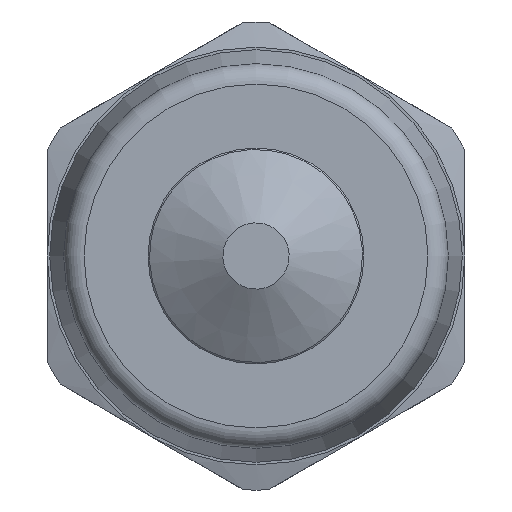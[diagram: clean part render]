
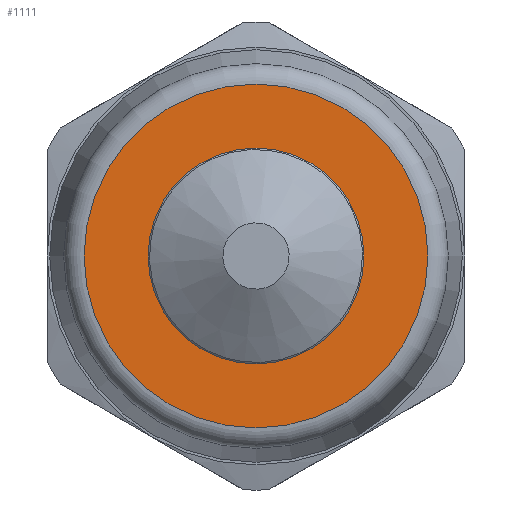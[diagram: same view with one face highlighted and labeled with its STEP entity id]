
A CAD part, left-side view. The second image highlights one B-rep face of the part: STEP entity #1111.
In plain terms, the highlighted planar face has unit normal (-1, 0, 0).
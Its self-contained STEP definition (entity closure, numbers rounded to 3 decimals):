
#1080=CARTESIAN_POINT('',(0.,-16.875,0.));
#1081=VERTEX_POINT('',#1080);
#1082=CARTESIAN_POINT('',(0.,0.0,0.0));
#1083=DIRECTION('',(1.0,0.0,0.0));
#1084=DIRECTION('',(0.0,1.0,0.0));
#1085=AXIS2_PLACEMENT_3D('',#1082,#1083,#1084);
#1086=CIRCLE('',#1085,16.875);
#1087=EDGE_CURVE('',#1081,#1081,#1086,.T.);
#1092=CARTESIAN_POINT('',(0.,-14.738,0.0));
#1093=DIRECTION('',(-1.0,0.0,0.0));
#1094=DIRECTION('',(0.0,0.0,1.0));
#1095=AXIS2_PLACEMENT_3D('',#1092,#1093,#1094);
#1096=PLANE('',#1095);
#1097=ORIENTED_EDGE('',*,*,#1087,.F.);
#1098=EDGE_LOOP('',(#1097));
#1099=FACE_OUTER_BOUND('',#1098,.T.);
#1100=CARTESIAN_POINT('',(0.,-10.6,0.0));
#1101=VERTEX_POINT('',#1100);
#1102=CARTESIAN_POINT('',(0.,0.0,0.0));
#1103=DIRECTION('',(-1.0,0.0,0.0));
#1104=DIRECTION('',(0.0,-1.0,0.0));
#1105=AXIS2_PLACEMENT_3D('',#1102,#1103,#1104);
#1106=CIRCLE('',#1105,10.6);
#1107=EDGE_CURVE('',#1101,#1101,#1106,.T.);
#1108=ORIENTED_EDGE('',*,*,#1107,.F.);
#1109=EDGE_LOOP('',(#1108));
#1110=FACE_BOUND('',#1109,.T.);
#1111=ADVANCED_FACE('',(#1099,#1110),#1096,.T.);
